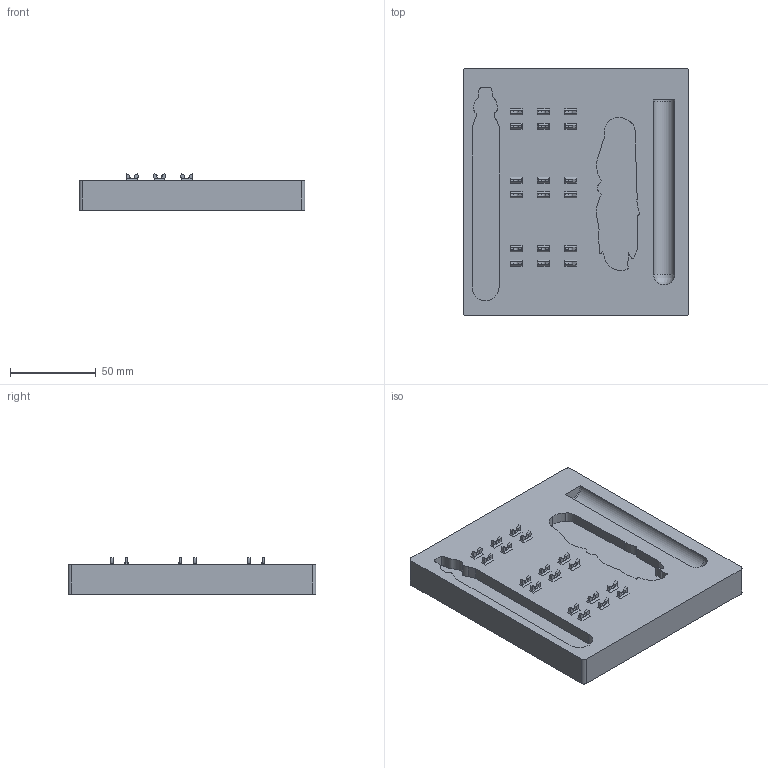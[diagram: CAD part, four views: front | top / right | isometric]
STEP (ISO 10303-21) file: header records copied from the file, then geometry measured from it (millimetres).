
FILE_DESCRIPTION(/* description */ (''),/* implementation_level */ '2;1');
FILE_NAME(/* name */ 'Deburring-Tool-Carrier.step',/* time_stamp */ '2024-08-07T15:08:56-04:00',/* author */ (''),/* organization */ (''),/* preprocessor_version */ 'ST-DEVELOPER v20',/* originating_system */ 'Autodesk Translation Framework v13.14.0.145',/* authorisation */ '');
FILE_SCHEMA (('AUTOMOTIVE_DESIGN { 1 0 10303 214 3 1 1 }'));
Length unit declared in the file: millimetre
Products named in the file (1): Deburring-Tool-Carrier
Bounding box: 132 x 144.87 x 21.48 mm (x, y, z)
Volume: 305272.5 mm3; surface area: 52726.5 mm2
Topology: 1 solids, 1 shells, 272 faces, 711 edges, 462 vertices
Faces by surface type: plane 197, cylinder 61, bspline 14
Entity records: 10836 total; most frequent: CARTESIAN_POINT 4017, DIRECTION 1436, ORIENTED_EDGE 1422, EDGE_CURVE 711, AXIS2_PLACEMENT_3D 492, VERTEX_POINT 462, LINE 452, VECTOR 452
